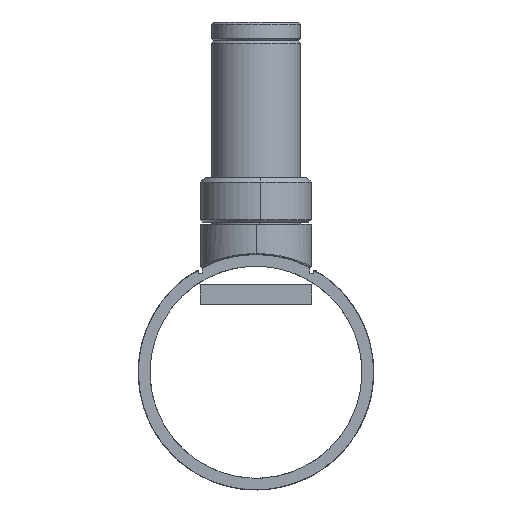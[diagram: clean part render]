
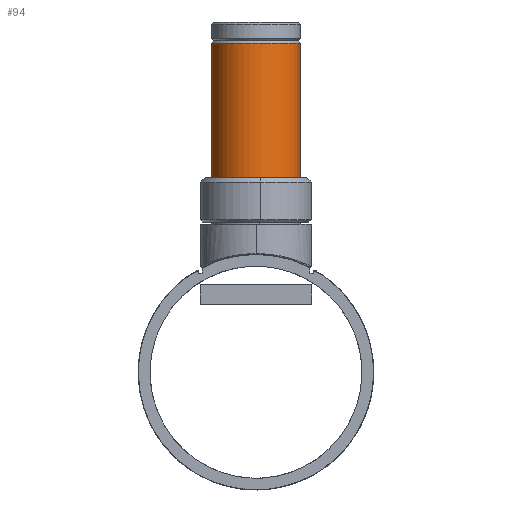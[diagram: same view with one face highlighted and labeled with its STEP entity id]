
A CAD part, left-side view. The second image highlights one B-rep face of the part: STEP entity #94.
In plain terms, the highlighted free-form (B-spline) face has degree [2, 1] with [5, 2] control points.
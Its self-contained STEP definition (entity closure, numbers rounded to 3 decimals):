
#94=ADVANCED_FACE('',(#192),#1434,.T.);
#192=FACE_OUTER_BOUND('',#295,.T.);
#295=EDGE_LOOP('',(#571,#572,#573,#574));
#571=ORIENTED_EDGE('',*,*,#975,.T.);
#572=ORIENTED_EDGE('',*,*,#898,.F.);
#573=ORIENTED_EDGE('',*,*,#897,.F.);
#574=ORIENTED_EDGE('',*,*,#896,.T.);
#896=EDGE_CURVE('',#1285,#1335,#1151,.T.);
#897=EDGE_CURVE('',#1285,#1287,#1152,.T.);
#898=EDGE_CURVE('',#1287,#1336,#1153,.T.);
#975=EDGE_CURVE('',#1335,#1336,#1206,.T.);
#1151=(
BOUNDED_CURVE()
B_SPLINE_CURVE(2,(#3492,#3493,#3494,#3495,#3496),.UNSPECIFIED.,.F.,.F.)
B_SPLINE_CURVE_WITH_KNOTS((3,2,3),(0.,14.923,29.845),
 .UNSPECIFIED.)
CURVE()
GEOMETRIC_REPRESENTATION_ITEM()
RATIONAL_B_SPLINE_CURVE((1.,0.707,1.,0.707,1.))
REPRESENTATION_ITEM('')
);
#1152=(
BOUNDED_CURVE()
B_SPLINE_CURVE(1,(#3497,#3498),.UNSPECIFIED.,.F.,.F.)
B_SPLINE_CURVE_WITH_KNOTS((2,2),(0.,28.5),.UNSPECIFIED.)
CURVE()
GEOMETRIC_REPRESENTATION_ITEM()
RATIONAL_B_SPLINE_CURVE((1.,1.))
REPRESENTATION_ITEM('')
);
#1153=(
BOUNDED_CURVE()
B_SPLINE_CURVE(2,(#3499,#3500,#3501,#3502,#3503),.UNSPECIFIED.,.F.,.F.)
B_SPLINE_CURVE_WITH_KNOTS((3,2,3),(0.,14.923,29.845),
 .UNSPECIFIED.)
CURVE()
GEOMETRIC_REPRESENTATION_ITEM()
RATIONAL_B_SPLINE_CURVE((1.,0.707,1.,0.707,1.))
REPRESENTATION_ITEM('')
);
#1206=(
BOUNDED_CURVE()
B_SPLINE_CURVE(1,(#4008,#4009),.UNSPECIFIED.,.F.,.F.)
B_SPLINE_CURVE_WITH_KNOTS((2,2),(0.,28.5),.UNSPECIFIED.)
CURVE()
GEOMETRIC_REPRESENTATION_ITEM()
RATIONAL_B_SPLINE_CURVE((1.,1.))
REPRESENTATION_ITEM('')
);
#1285=VERTEX_POINT('',#3000);
#1287=VERTEX_POINT('',#3002);
#1335=VERTEX_POINT('',#3050);
#1336=VERTEX_POINT('',#3051);
#1434=(
BOUNDED_SURFACE()
B_SPLINE_SURFACE(2,1,((#2786,#2787),(#2788,#2789),(#2790,#2791),(#2792,
#2793),(#2794,#2795)),.UNSPECIFIED.,.F.,.F.,.F.)
B_SPLINE_SURFACE_WITH_KNOTS((3,2,3),(2,2),(0.,14.923,29.845),
(0.,28.5),.UNSPECIFIED.)
GEOMETRIC_REPRESENTATION_ITEM()
RATIONAL_B_SPLINE_SURFACE(((1.,1.),(0.707,0.707),
(1.,1.),(0.707,0.707),(1.,1.)))
REPRESENTATION_ITEM('')
SURFACE()
);
#2786=CARTESIAN_POINT('',(-526.125,-9.455,45.175));
#2787=CARTESIAN_POINT('',(-526.125,-9.455,16.675));
#2788=CARTESIAN_POINT('',(-535.602,-8.798,45.175));
#2789=CARTESIAN_POINT('',(-535.602,-8.798,16.675));
#2790=CARTESIAN_POINT('',(-534.945,0.679,45.175));
#2791=CARTESIAN_POINT('',(-534.945,0.679,16.675));
#2792=CARTESIAN_POINT('',(-534.289,10.157,45.175));
#2793=CARTESIAN_POINT('',(-534.289,10.157,16.675));
#2794=CARTESIAN_POINT('',(-524.811,9.5,45.175));
#2795=CARTESIAN_POINT('',(-524.811,9.5,16.675));
#3000=CARTESIAN_POINT('',(-526.125,-9.455,45.175));
#3002=CARTESIAN_POINT('',(-526.125,-9.455,16.675));
#3050=CARTESIAN_POINT('',(-524.811,9.5,45.175));
#3051=CARTESIAN_POINT('',(-524.811,9.5,16.675));
#3492=CARTESIAN_POINT('',(-526.125,-9.455,45.175));
#3493=CARTESIAN_POINT('',(-535.602,-8.798,45.175));
#3494=CARTESIAN_POINT('',(-534.945,0.679,45.175));
#3495=CARTESIAN_POINT('',(-534.289,10.157,45.175));
#3496=CARTESIAN_POINT('',(-524.811,9.5,45.175));
#3497=CARTESIAN_POINT('',(-526.125,-9.455,45.175));
#3498=CARTESIAN_POINT('',(-526.125,-9.455,16.675));
#3499=CARTESIAN_POINT('',(-526.125,-9.455,16.675));
#3500=CARTESIAN_POINT('',(-535.602,-8.798,16.675));
#3501=CARTESIAN_POINT('',(-534.945,0.679,16.675));
#3502=CARTESIAN_POINT('',(-534.289,10.157,16.675));
#3503=CARTESIAN_POINT('',(-524.811,9.5,16.675));
#4008=CARTESIAN_POINT('',(-524.811,9.5,45.175));
#4009=CARTESIAN_POINT('',(-524.811,9.5,16.675));
